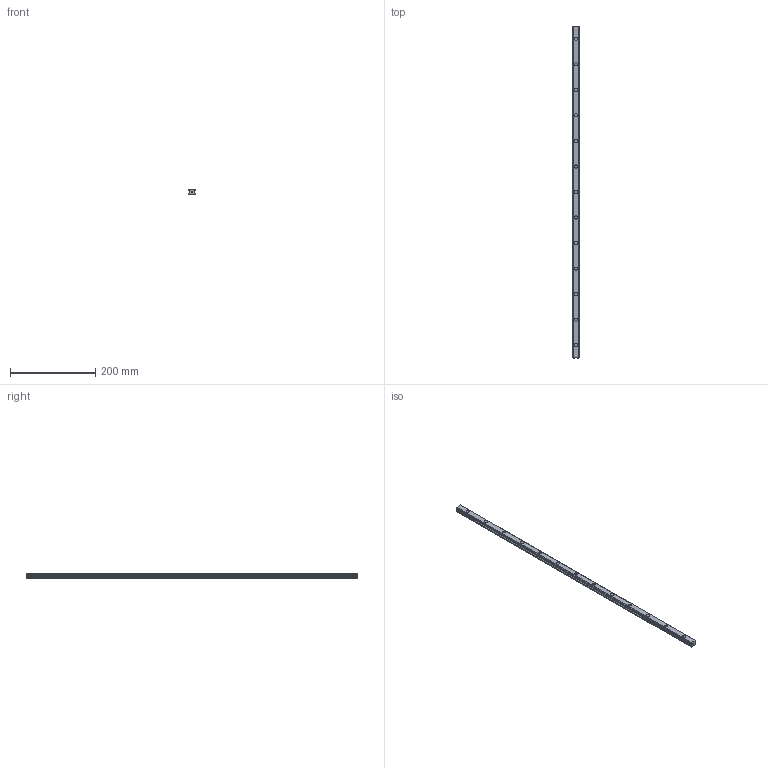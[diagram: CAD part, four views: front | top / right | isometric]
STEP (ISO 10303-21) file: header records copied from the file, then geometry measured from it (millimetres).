
FILE_DESCRIPTION(('STEP AP214'),'1');
FILE_NAME('cctmp_A60C9D3D-646F-4FFC-8988-22A968EE8992_2021_02_03_11_27_41_0872..stp','2021-02-03T10:27:41',('HIWIN GmbH'),('CADClick - www.CADClick.com'),'Spatial InterOp 3D',' ','unknown authorization');
FILE_SCHEMA(('AUTOMOTIVE_DESIGN'));
Length unit declared in the file: millimetre
Products named in the file (1): EGR15U780C_FILE
Bounding box: 15 x 780 x 12.5 mm (x, y, z)
Volume: 124254.7 mm3; surface area: 47741.3 mm2
Topology: 1 solids, 1 shells, 233 faces, 603 edges, 402 vertices
Faces by surface type: plane 137, cylinder 96
Entity records: 9089 total; most frequent: DIRECTION 1315, CARTESIAN_POINT 1239, ORIENTED_EDGE 1206, EDGE_CURVE 603, AXIS2_PLACEMENT_3D 478, VERTEX_POINT 402, LINE 359, VECTOR 359
